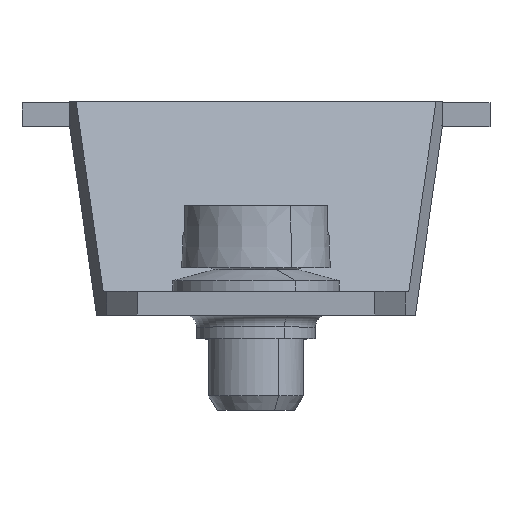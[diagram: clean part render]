
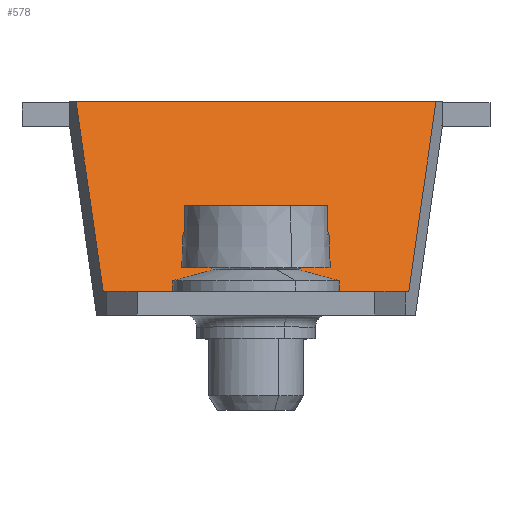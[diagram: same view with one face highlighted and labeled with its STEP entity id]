
A CAD part, top view. The second image highlights one B-rep face of the part: STEP entity #578.
In plain terms, the highlighted planar face has unit normal (0, 0.342, 0.94).
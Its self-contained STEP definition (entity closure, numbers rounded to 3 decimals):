
#565=AXIS2_PLACEMENT_3D('Plane Axis2P3D',#562,#563,#564) ;
#375=CARTESIAN_POINT('Vertex',(2.275,13.,27.7)) ;
#394=CARTESIAN_POINT('Vertex',(3.42,5.,30.612)) ;
#397=CARTESIAN_POINT('Line Origine',(2.848,9.,29.156)) ;
#441=CARTESIAN_POINT('Line Origine',(16.852,9.,29.156)) ;
#445=CARTESIAN_POINT('Vertex',(17.425,13.,27.7)) ;
#447=CARTESIAN_POINT('Vertex',(16.28,5.,30.612)) ;
#530=CARTESIAN_POINT('Line Origine',(9.85,5.,30.612)) ;
#562=CARTESIAN_POINT('Axis2P3D Location',(9.85,13.,27.7)) ;
#567=CARTESIAN_POINT('Line Origine',(9.85,13.,27.7)) ;
#398=DIRECTION('Vector Direction',(0.133,-0.931,0.339)) ;
#442=DIRECTION('Vector Direction',(-0.133,-0.931,0.339)) ;
#531=DIRECTION('Vector Direction',(1.,0.,0.)) ;
#563=DIRECTION('Axis2P3D Direction',(-0.,0.342,0.94)) ;
#564=DIRECTION('Axis2P3D XDirection',(0.,-0.94,0.342)) ;
#568=DIRECTION('Vector Direction',(1.,0.,0.)) ;
#399=VECTOR('Line Direction',#398,1.) ;
#443=VECTOR('Line Direction',#442,1.) ;
#532=VECTOR('Line Direction',#531,1.) ;
#569=VECTOR('Line Direction',#568,1.) ;
#573=ORIENTED_EDGE('',*,*,#401,.T.) ;
#574=ORIENTED_EDGE('',*,*,#534,.T.) ;
#575=ORIENTED_EDGE('',*,*,#449,.F.) ;
#576=ORIENTED_EDGE('',*,*,#571,.F.) ;
#578=ADVANCED_FACE('WZAD-70-95',(#577),#566,.T.) ;
#401=EDGE_CURVE('',#376,#395,#400,.T.) ;
#449=EDGE_CURVE('',#446,#448,#444,.T.) ;
#534=EDGE_CURVE('',#395,#448,#533,.T.) ;
#571=EDGE_CURVE('',#376,#446,#570,.T.) ;
#572=EDGE_LOOP('',(#573,#574,#575,#576)) ;
#577=FACE_OUTER_BOUND('',#572,.T.) ;
#400=LINE('Line',#397,#399) ;
#444=LINE('Line',#441,#443) ;
#533=LINE('Line',#530,#532) ;
#570=LINE('Line',#567,#569) ;
#566=PLANE('',#565) ;
#376=VERTEX_POINT('',#375) ;
#395=VERTEX_POINT('',#394) ;
#446=VERTEX_POINT('',#445) ;
#448=VERTEX_POINT('',#447) ;
